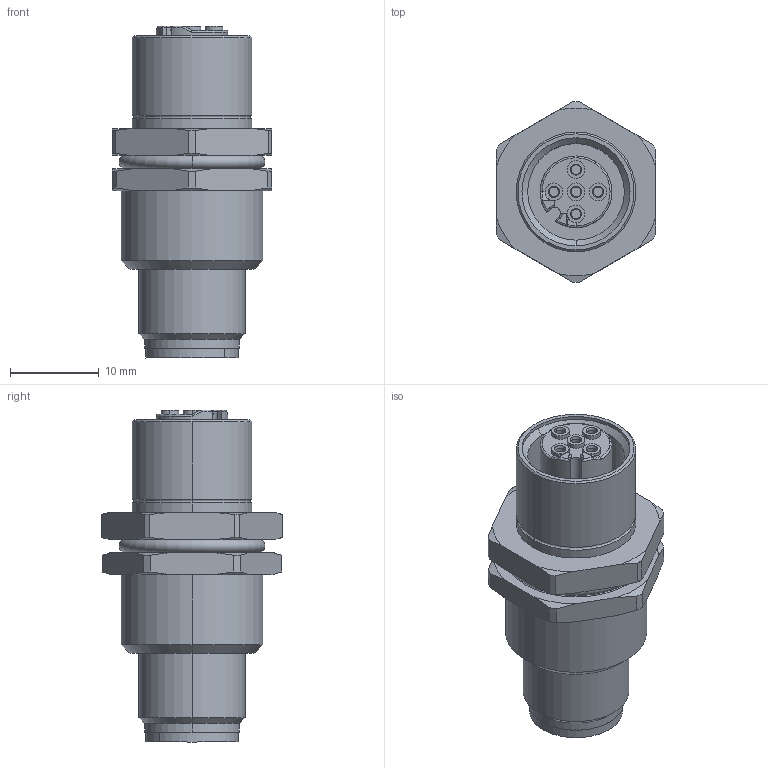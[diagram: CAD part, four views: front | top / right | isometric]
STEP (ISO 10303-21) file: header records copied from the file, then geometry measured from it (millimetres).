
FILE_DESCRIPTION((''),'2;1');
FILE_NAME('DM_CAD-2520A_V15','2017-05-04T',('creinig-se'),(''),'PRO/ENGINEER BY PARAMETRIC TECHNOLOGY CORPORATION, 2015440','PRO/ENGINEER BY PARAMETRIC TECHNOLOGY CORPORATION, 2015440','');
FILE_SCHEMA(('CONFIG_CONTROL_DESIGN'));
Length unit declared in the file: millimetre
Products named in the file (1): DM_CAD-2520A_V15
Bounding box: 18 x 20.4 x 37.5 mm (x, y, z)
Volume: 5409 mm3; surface area: 3475 mm2
Topology: 1 solids, 1 shells, 211 faces, 551 edges, 361 vertices
Faces by surface type: cylinder 76, plane 56, cone 54, sphere 12, torus 11, bspline 2
Entity records: 9881 total; most frequent: CARTESIAN_POINT 1479, DIRECTION 1144, ORIENTED_EDGE 1072, PRESENTATION_STYLE_ASSIGNMENT 664, STYLED_ITEM 541, CURVE_STYLE 540, EDGE_CURVE 536, AXIS2_PLACEMENT_3D 485
